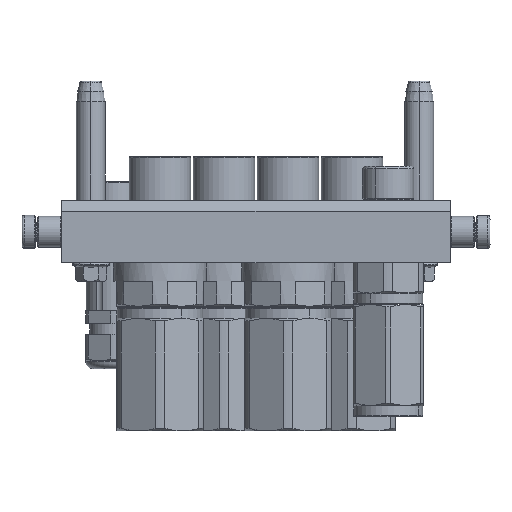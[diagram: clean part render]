
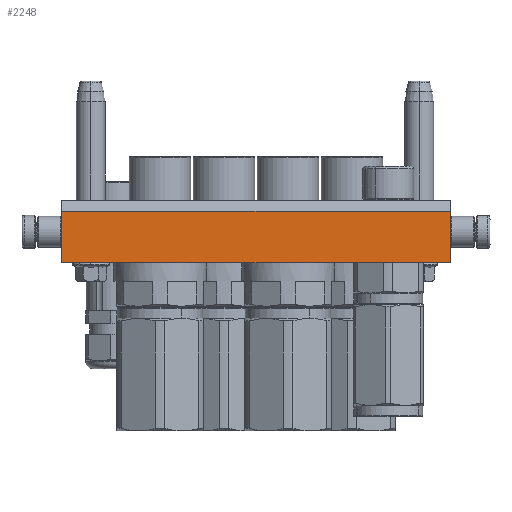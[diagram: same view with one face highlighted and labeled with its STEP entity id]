
A CAD part, left-side view. The second image highlights one B-rep face of the part: STEP entity #2248.
In plain terms, the highlighted face is planar.
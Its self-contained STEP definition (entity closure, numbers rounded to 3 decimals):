
#712 = CARTESIAN_POINT ( 'NONE',  ( -94., -10., -45. ) ) ;
#2248 = ADVANCED_FACE ( 'NONE', ( #17279 ), #23715, .T. ) ;
#3595 = CARTESIAN_POINT ( 'NONE',  ( -94., 15., -45. ) ) ;
#5825 = AXIS2_PLACEMENT_3D ( 'NONE', #9661, #51997, #57261 ) ;
#7111 = VECTOR ( 'NONE', #58815, 1000. ) ;
#7244 = DIRECTION ( 'NONE',  ( 0., 1., 0. ) ) ;
#7569 = CARTESIAN_POINT ( 'NONE',  ( 94., 15., -45. ) ) ;
#9661 = CARTESIAN_POINT ( 'NONE',  ( 94., -15., -45. ) ) ;
#10468 = ORIENTED_EDGE ( 'NONE', *, *, #50460, .F. ) ;
#10603 = CARTESIAN_POINT ( 'NONE',  ( 94., -10., -45. ) ) ;
#11293 = CARTESIAN_POINT ( 'NONE',  ( -94., -10., -45. ) ) ;
#13243 = ORIENTED_EDGE ( 'NONE', *, *, #51946, .F. ) ;
#13677 = ORIENTED_EDGE ( 'NONE', *, *, #15331, .F. ) ;
#13807 = VERTEX_POINT ( 'NONE', #11293 ) ;
#15331 = EDGE_CURVE ( 'NONE', #43674, #55012, #53582, .T. ) ;
#15874 = CARTESIAN_POINT ( 'NONE',  ( 94., -10., -45. ) ) ;
#17279 = FACE_OUTER_BOUND ( 'NONE', #42897, .T. ) ;
#17870 = CARTESIAN_POINT ( 'NONE',  ( -94., -10., -45. ) ) ;
#18067 = VERTEX_POINT ( 'NONE', #3595 ) ;
#20357 = ORIENTED_EDGE ( 'NONE', *, *, #44883, .T. ) ;
#23106 = DIRECTION ( 'NONE',  ( 1., 0., 0. ) ) ;
#23715 = PLANE ( 'NONE',  #5825 ) ;
#24505 = DIRECTION ( 'NONE',  ( -1., 0., 0. ) ) ;
#25288 = LINE ( 'NONE', #53216, #36533 ) ;
#32337 = VECTOR ( 'NONE', #23106, 1000. ) ;
#36533 = VECTOR ( 'NONE', #24505, 1000. ) ;
#40814 = LINE ( 'NONE', #712, #43087 ) ;
#42897 = EDGE_LOOP ( 'NONE', ( #20357, #13243, #13677, #10468 ) ) ;
#43087 = VECTOR ( 'NONE', #7244, 1000. ) ;
#43674 = VERTEX_POINT ( 'NONE', #15874 ) ;
#44883 = EDGE_CURVE ( 'NONE', #13807, #18067, #40814, .T. ) ;
#46528 = LINE ( 'NONE', #17870, #32337 ) ;
#50460 = EDGE_CURVE ( 'NONE', #13807, #43674, #46528, .T. ) ;
#51946 = EDGE_CURVE ( 'NONE', #55012, #18067, #25288, .T. ) ;
#51997 = DIRECTION ( 'NONE',  ( 0., 0., -1. ) ) ;
#53216 = CARTESIAN_POINT ( 'NONE',  ( 94., 15., -45. ) ) ;
#53582 = LINE ( 'NONE', #10603, #7111 ) ;
#55012 = VERTEX_POINT ( 'NONE', #7569 ) ;
#57261 = DIRECTION ( 'NONE',  ( -1., 0., 0. ) ) ;
#58815 = DIRECTION ( 'NONE',  ( 0., 1., 0. ) ) ;
